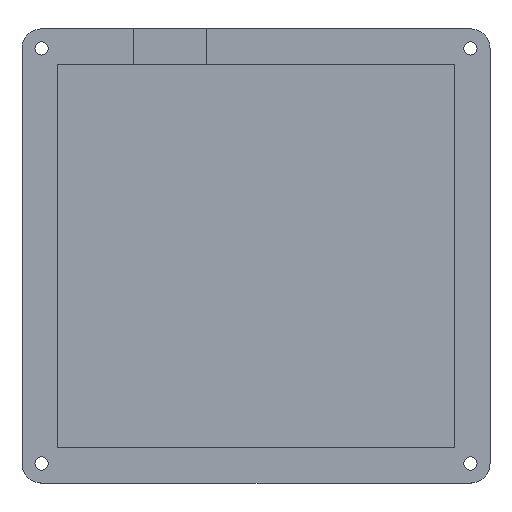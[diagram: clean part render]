
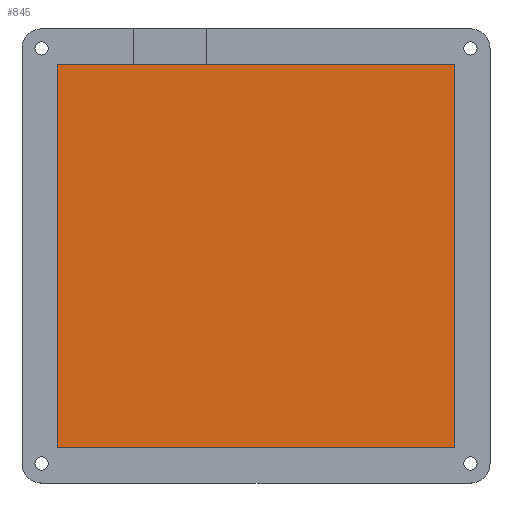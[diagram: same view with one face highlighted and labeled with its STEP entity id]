
A CAD part, top view. The second image highlights one B-rep face of the part: STEP entity #845.
In plain terms, the highlighted planar face has unit normal (0, 0, 1).
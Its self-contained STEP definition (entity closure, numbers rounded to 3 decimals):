
#464 = VERTEX_POINT('',#465);
#465 = CARTESIAN_POINT('',(110.56,-9.,-10.));
#471 = EDGE_CURVE('',#464,#472,#474,.T.);
#472 = VERTEX_POINT('',#473);
#473 = CARTESIAN_POINT('',(9.,-9.,-10.));
#474 = LINE('',#475,#476);
#475 = CARTESIAN_POINT('',(110.56,-9.,-10.));
#476 = VECTOR('',#477,1.);
#477 = DIRECTION('',(-1.,0.,0.));
#510 = EDGE_CURVE('',#472,#511,#513,.T.);
#511 = VERTEX_POINT('',#512);
#512 = CARTESIAN_POINT('',(9.,-107.03,-10.));
#513 = LINE('',#514,#515);
#514 = CARTESIAN_POINT('',(9.,-9.,-10.));
#515 = VECTOR('',#516,1.);
#516 = DIRECTION('',(0.,-1.,0.));
#534 = EDGE_CURVE('',#511,#535,#537,.T.);
#535 = VERTEX_POINT('',#536);
#536 = CARTESIAN_POINT('',(110.56,-107.03,-10.));
#537 = LINE('',#538,#539);
#538 = CARTESIAN_POINT('',(9.,-107.03,-10.));
#539 = VECTOR('',#540,1.);
#540 = DIRECTION('',(1.,0.,0.));
#558 = EDGE_CURVE('',#535,#464,#559,.T.);
#559 = LINE('',#560,#561);
#560 = CARTESIAN_POINT('',(110.56,-107.03,-10.));
#561 = VECTOR('',#562,1.);
#562 = DIRECTION('',(0.,1.,0.));
#845 = ADVANCED_FACE('',(#846),#852,.T.);
#846 = FACE_BOUND('',#847,.T.);
#847 = EDGE_LOOP('',(#848,#849,#850,#851));
#848 = ORIENTED_EDGE('',*,*,#510,.T.);
#849 = ORIENTED_EDGE('',*,*,#534,.T.);
#850 = ORIENTED_EDGE('',*,*,#558,.T.);
#851 = ORIENTED_EDGE('',*,*,#471,.T.);
#852 = PLANE('',#853);
#853 = AXIS2_PLACEMENT_3D('',#854,#855,#856);
#854 = CARTESIAN_POINT('',(59.78,-58.015,-10.));
#855 = DIRECTION('',(0.,0.,1.));
#856 = DIRECTION('',(1.,0.,0.));
